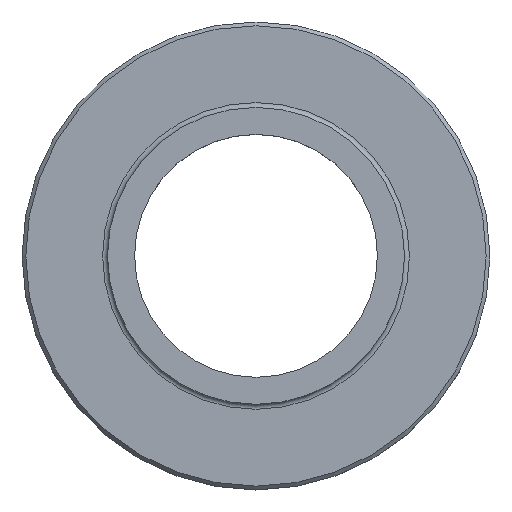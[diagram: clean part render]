
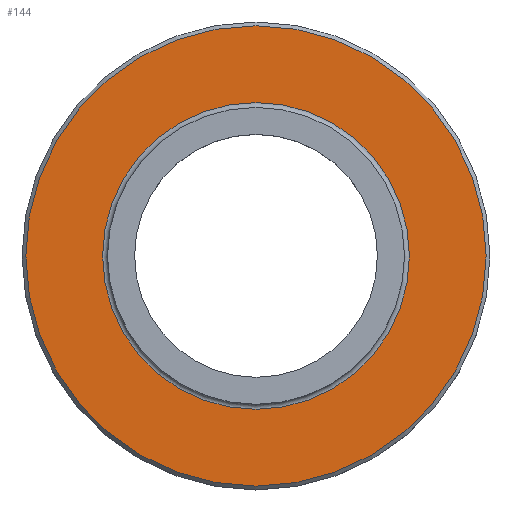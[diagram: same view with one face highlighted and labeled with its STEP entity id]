
A CAD part, top view. The second image highlights one B-rep face of the part: STEP entity #144.
In plain terms, the highlighted planar face has unit normal (0, 0, 1).
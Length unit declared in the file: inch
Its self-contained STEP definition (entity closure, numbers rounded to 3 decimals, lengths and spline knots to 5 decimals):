
#27 = AXIS2_PLACEMENT_3D ( 'NONE', #120, #208, #213 ) ;
#29 = VERTEX_POINT ( 'NONE', #40 ) ;
#34 = AXIS2_PLACEMENT_3D ( 'NONE', #180, #61, #238 ) ;
#40 = CARTESIAN_POINT ( 'NONE',  ( -6.1, 0., -1.25 ) ) ;
#61 = DIRECTION ( 'NONE',  ( 0., 0., 1. ) ) ;
#63 = AXIS2_PLACEMENT_3D ( 'NONE', #302, #87, #136 ) ;
#64 = EDGE_LOOP ( 'NONE', ( #274 ) ) ;
#72 = EDGE_CURVE ( 'NONE', #29, #29, #316, .T. ) ;
#87 = DIRECTION ( 'NONE',  ( 0., 0., -1. ) ) ;
#95 = CIRCLE ( 'NONE', #27, 4.065 ) ;
#102 = FACE_BOUND ( 'NONE', #64, .T. ) ;
#120 = CARTESIAN_POINT ( 'NONE',  ( 0., 0., -1.25 ) ) ;
#136 = DIRECTION ( 'NONE',  ( -1., 0., 0. ) ) ;
#140 = FACE_OUTER_BOUND ( 'NONE', #231, .T. ) ;
#144 = ADVANCED_FACE ( 'NONE', ( #102, #140 ), #170, .F. ) ;
#170 = PLANE ( 'NONE',  #63 ) ;
#180 = CARTESIAN_POINT ( 'NONE',  ( 0., 0., -1.25 ) ) ;
#205 = CARTESIAN_POINT ( 'NONE',  ( -4.065, 0., -1.25 ) ) ;
#208 = DIRECTION ( 'NONE',  ( 0., 0., -1. ) ) ;
#213 = DIRECTION ( 'NONE',  ( -1., 0., 0. ) ) ;
#222 = EDGE_CURVE ( 'NONE', #268, #268, #95, .T. ) ;
#231 = EDGE_LOOP ( 'NONE', ( #286 ) ) ;
#238 = DIRECTION ( 'NONE',  ( -1., 0., 0. ) ) ;
#268 = VERTEX_POINT ( 'NONE', #205 ) ;
#274 = ORIENTED_EDGE ( 'NONE', *, *, #222, .T. ) ;
#286 = ORIENTED_EDGE ( 'NONE', *, *, #72, .T. ) ;
#302 = CARTESIAN_POINT ( 'NONE',  ( 0., 3.935, -1.25 ) ) ;
#316 = CIRCLE ( 'NONE', #34, 6.1 ) ;
